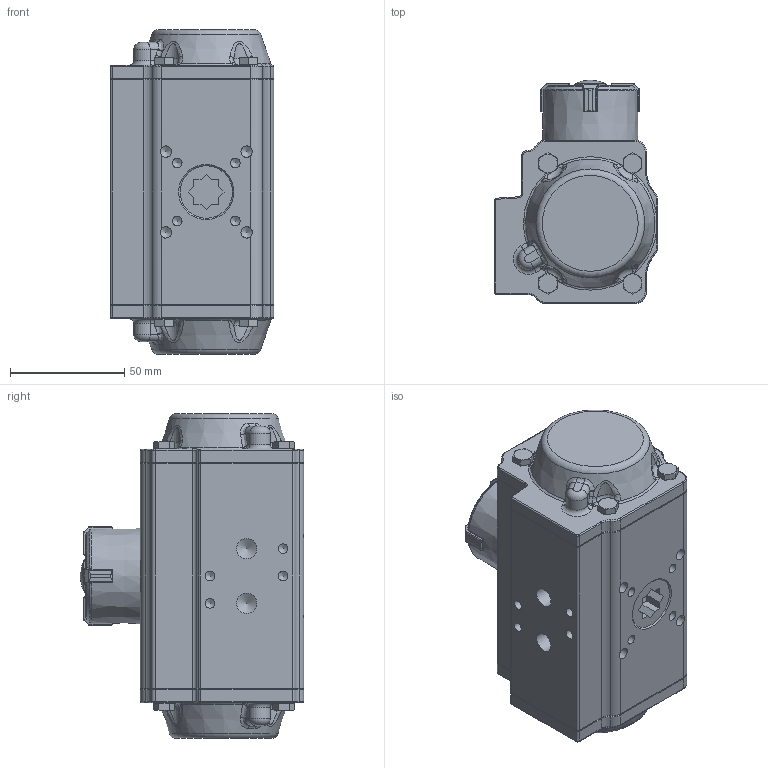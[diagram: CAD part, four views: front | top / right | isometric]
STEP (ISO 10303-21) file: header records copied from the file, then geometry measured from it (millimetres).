
FILE_DESCRIPTION(/* description */ ('Unknown'),/* implementation_level */ '2;1');
FILE_NAME(/* name */ 'DW02_FR01',/* time_stamp */ '2022-08-11T11:35:19+02:00',/* author */ ('Unknown'),/* organization */ ('Unknown'),/* preprocessor_version */ 'ST-DEVELOPER v16.7',/* originating_system */ 'Solid Edge',/* authorisation */ 'Unknown');
FILE_SCHEMA (('AUTOMOTIVE_DESIGN {1 0 10303 214 3 1 1}'));
Length unit declared in the file: millimetre
Products named in the file (6): DW02_FR01_(DW20_FR15); KP-50; cup head square neck bolts grade b gb_GB_FASTENER_BOLT_CHSNBSHB M6X25
-N; ________(___________; _____________; ______
Assembly tree (7 placements, depth 2):
  DW02_FR01_(DW20_FR15)
    KP-50
    cup head square neck bolts grade b gb_GB_FASTENER_BOLT_CHSNBSHB M6X25
-N
    ________(___________  x2
    _____________  x2
    ______
Bounding box: 71.5 x 97.82 x 142.2 mm (x, y, z)
Volume: 575303.7 mm3; surface area: 59525.7 mm2
Topology: 7 solids, 7 shells, 953 faces, 2285 edges, 1349 vertices
Faces by surface type: plane 288, cylinder 282, cone 144, bspline 132, torus 97, sphere 10
Full cylindrical faces by diameter (mm): 2.1 x2, 3 x16, 3.3 x8, 4.2 x12, 5 x5, 6 x1, 6.2 x1, 8.8 x2, 11.7 x1, 13.9 x1, 14.2 x1, 15.9 x1, 20 x1, 23.5 x1, 38.5 x1
Entity records: 27873 total; most frequent: CARTESIAN_POINT 10270, DIRECTION 3592, ORIENTED_EDGE 3576, EDGE_CURVE 1788, AXIS2_PLACEMENT_3D 1428, VERTEX_POINT 1126, FACE_BOUND 954, EDGE_LOOP 936
